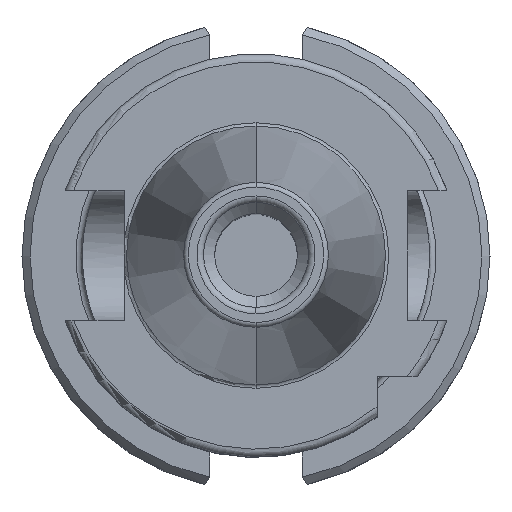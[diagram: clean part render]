
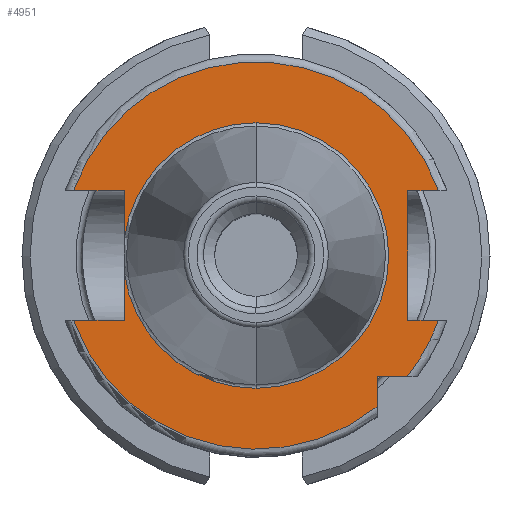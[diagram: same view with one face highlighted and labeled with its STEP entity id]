
A CAD part, top view. The second image highlights one B-rep face of the part: STEP entity #4951.
In plain terms, the highlighted planar face has unit normal (0, 0, 1).
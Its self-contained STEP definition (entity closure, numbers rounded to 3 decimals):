
#1831=CARTESIAN_POINT('',(0,0,15.9));
#1832=DIRECTION('',(0,0,1));
#1833=DIRECTION('',(0.942,0.335,0));
#1834=AXIS2_PLACEMENT_3D('',#1831,#1832,#1833);
#1882=CARTESIAN_POINT('',(0,0,15.9));
#1883=DIRECTION('',(0,0,1));
#1884=DIRECTION('',(-0.942,-0.335,0));
#1885=AXIS2_PLACEMENT_3D('',#1882,#1883,#1884);
#1898=DIRECTION('',(1,0,0));
#1899=VECTOR('',#1898,6.31);
#1900=CARTESIAN_POINT('',(-22.61,-8.05,15.9));
#1901=LINE('',#1900,#1899);
#1902=DIRECTION('',(0,1,0));
#1903=VECTOR('',#1902,5.834);
#1904=CARTESIAN_POINT('',(-16.3,-8.05,15.9));
#1905=LINE('',#1904,#1903);
#1906=DIRECTION('',(0,1,0));
#1907=VECTOR('',#1906,5.834);
#1908=CARTESIAN_POINT('',(-16.3,2.216,15.9));
#1909=LINE('',#1908,#1907);
#1910=DIRECTION('',(1,0,0));
#1911=VECTOR('',#1910,6.31);
#1912=CARTESIAN_POINT('',(-22.61,8.05,15.9));
#1913=LINE('',#1912,#1911);
#1914=DIRECTION('',(-1,0,0));
#1915=VECTOR('',#1914,3.81);
#1916=CARTESIAN_POINT('',(22.61,8.05,15.9));
#1917=LINE('',#1916,#1915);
#1918=DIRECTION('',(0,-1,0));
#1919=VECTOR('',#1918,16.1);
#1920=CARTESIAN_POINT('',(18.8,8.05,15.9));
#1921=LINE('',#1920,#1919);
#1922=DIRECTION('',(-1,0,0));
#1923=VECTOR('',#1922,3.81);
#1924=CARTESIAN_POINT('',(22.61,-8.05,15.9));
#1925=LINE('',#1924,#1923);
#1926=CARTESIAN_POINT('',(0,0,15.9));
#1927=DIRECTION('',(0,0,1));
#1928=DIRECTION('',(0.781,-0.625,0));
#1929=AXIS2_PLACEMENT_3D('',#1926,#1927,#1928);
#1931=DIRECTION('',(-1,0,0));
#1932=VECTOR('',#1931,3.735);
#1933=CARTESIAN_POINT('',(18.735,-15,15.9));
#1934=LINE('',#1933,#1932);
#1935=DIRECTION('',(0,1,0));
#1936=VECTOR('',#1935,3.735);
#1937=CARTESIAN_POINT('',(15,-18.735,15.9));
#1938=LINE('',#1937,#1936);
#1963=CARTESIAN_POINT('',(0,0,15.9));
#1964=DIRECTION('',(0,0,1));
#1965=DIRECTION('',(0,1,0));
#1966=AXIS2_PLACEMENT_3D('',#1963,#1964,#1965);
#1978=CARTESIAN_POINT('',(0,0,15.9));
#1979=DIRECTION('',(0,0,1));
#1980=DIRECTION('',(-0.991,-0.135,0));
#1981=AXIS2_PLACEMENT_3D('',#1978,#1979,#1980);
#1983=CARTESIAN_POINT('',(0,0,15.9));
#1984=DIRECTION('',(0,0,-1));
#1985=DIRECTION('',(0,1,0));
#1986=AXIS2_PLACEMENT_3D('',#1983,#1984,#1985);
#2496=CARTESIAN_POINT('',(0,16.45,15.9));
#2498=VERTEX_POINT('',#2496);
#2518=CARTESIAN_POINT('',(0,-16.45,15.9));
#2520=VERTEX_POINT('',#2518);
#2608=CARTESIAN_POINT('',(-22.61,-8.05,15.9));
#2609=CARTESIAN_POINT('',(-16.3,-8.05,15.9));
#2610=VERTEX_POINT('',#2608);
#2611=VERTEX_POINT('',#2609);
#2612=CARTESIAN_POINT('',(-16.3,-2.216,15.9));
#2613=VERTEX_POINT('',#2612);
#2614=CARTESIAN_POINT('',(-16.3,2.216,15.9));
#2615=CARTESIAN_POINT('',(-16.3,8.05,15.9));
#2616=VERTEX_POINT('',#2614);
#2617=VERTEX_POINT('',#2615);
#2618=CARTESIAN_POINT('',(-22.61,8.05,15.9));
#2619=VERTEX_POINT('',#2618);
#2620=CARTESIAN_POINT('',(18.8,8.05,15.9));
#2621=CARTESIAN_POINT('',(18.8,-8.05,15.9));
#2622=VERTEX_POINT('',#2620);
#2623=VERTEX_POINT('',#2621);
#2624=CARTESIAN_POINT('',(22.61,-8.05,15.9));
#2625=VERTEX_POINT('',#2624);
#2626=CARTESIAN_POINT('',(22.61,8.05,15.9));
#2627=VERTEX_POINT('',#2626);
#2628=CARTESIAN_POINT('',(15,-18.735,15.9));
#2629=CARTESIAN_POINT('',(15,-15,15.9));
#2630=VERTEX_POINT('',#2628);
#2631=VERTEX_POINT('',#2629);
#2632=CARTESIAN_POINT('',(18.735,-15,15.9));
#2633=VERTEX_POINT('',#2632);
#4923=CARTESIAN_POINT('',(0,0,15.9));
#4924=DIRECTION('',(0,0,-1));
#4925=DIRECTION('',(0,-1,0));
#4926=AXIS2_PLACEMENT_3D('',#4923,#4924,#4925);
#4927=PLANE('',#4926);
#4928=ORIENTED_EDGE('',*,*,#4154,.T.);
#4930=ORIENTED_EDGE('',*,*,#4929,.T.);
#4932=ORIENTED_EDGE('',*,*,#4931,.T.);
#4934=ORIENTED_EDGE('',*,*,#4933,.F.);
#4936=ORIENTED_EDGE('',*,*,#4935,.T.);
#4938=ORIENTED_EDGE('',*,*,#4937,.T.);
#4940=ORIENTED_EDGE('',*,*,#4939,.F.);
#4941=ORIENTED_EDGE('',*,*,#4901,.F.);
#4942=ORIENTED_EDGE('',*,*,#4406,.T.);
#4943=ORIENTED_EDGE('',*,*,#4437,.T.);
#4944=ORIENTED_EDGE('',*,*,#4597,.F.);
#4945=ORIENTED_EDGE('',*,*,#4891,.F.);
#4946=ORIENTED_EDGE('',*,*,#4286,.T.);
#4947=ORIENTED_EDGE('',*,*,#4348,.F.);
#4948=ORIENTED_EDGE('',*,*,#4917,.F.);
#4949=EDGE_LOOP('',(#4928,#4930,#4932,#4934,#4936,#4938,#4940,#4941,#4942,#4943,
#4944,#4945,#4946,#4947,#4948));
#4950=FACE_OUTER_BOUND('',#4949,.F.);
#4951=ADVANCED_FACE('',(#4950),#4927,.F.);
#1835=CIRCLE('',#1834,24);
#1886=CIRCLE('',#1885,24);
#1930=CIRCLE('',#1929,24);
#1967=CIRCLE('',#1966,16.45);
#1982=CIRCLE('',#1981,16.45);
#1987=CIRCLE('',#1986,16.45);
#4154=EDGE_CURVE('',#2610,#2611,#1901,.T.);
#4286=EDGE_CURVE('',#2633,#2631,#1934,.T.);
#4348=EDGE_CURVE('',#2630,#2631,#1938,.T.);
#4406=EDGE_CURVE('',#2627,#2622,#1917,.T.);
#4437=EDGE_CURVE('',#2622,#2623,#1921,.T.);
#4597=EDGE_CURVE('',#2625,#2623,#1925,.T.);
#4891=EDGE_CURVE('',#2633,#2625,#1930,.T.);
#4901=EDGE_CURVE('',#2627,#2619,#1835,.T.);
#4917=EDGE_CURVE('',#2610,#2630,#1886,.T.);
#4929=EDGE_CURVE('',#2611,#2613,#1905,.T.);
#4931=EDGE_CURVE('',#2613,#2520,#1982,.T.);
#4933=EDGE_CURVE('',#2498,#2520,#1987,.T.);
#4935=EDGE_CURVE('',#2498,#2616,#1967,.T.);
#4937=EDGE_CURVE('',#2616,#2617,#1909,.T.);
#4939=EDGE_CURVE('',#2619,#2617,#1913,.T.);
